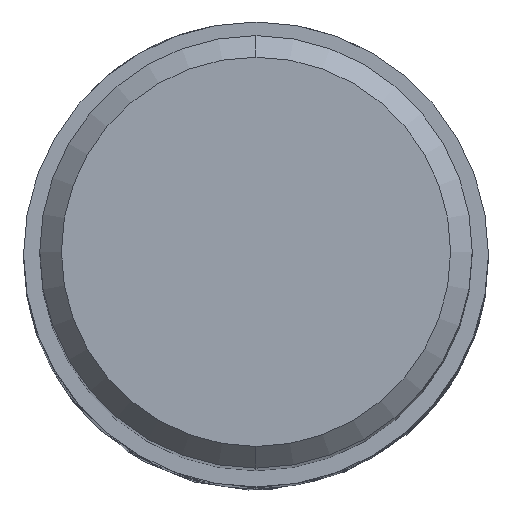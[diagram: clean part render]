
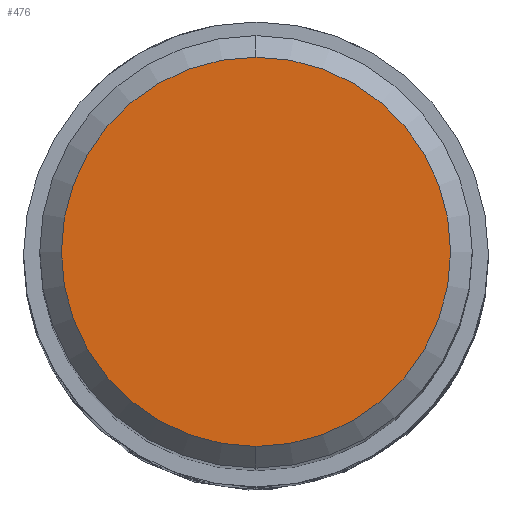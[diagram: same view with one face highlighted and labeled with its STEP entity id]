
A CAD part, top view. The second image highlights one B-rep face of the part: STEP entity #476.
In plain terms, the highlighted planar face has unit normal (0, 0, 1).
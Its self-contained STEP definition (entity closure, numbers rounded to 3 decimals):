
#290=EDGE_CURVE('',#718,#538,#823,.T.);
#476=ADVANCED_FACE('',(#1031),#1032,.T.);
#538=VERTEX_POINT('',#1102);
#680=EDGE_CURVE('',#538,#718,#1254,.T.);
#718=VERTEX_POINT('',#1296);
#823=CIRCLE('',#1398,5.4);
#1031=FACE_OUTER_BOUND('',#2107,.T.);
#1032=PLANE('',#2108);
#1102=CARTESIAN_POINT('',(0.,-5.4,0.0));
#1254=CIRCLE('',#4238,5.4);
#1296=CARTESIAN_POINT('',(0.0,5.4,0.0));
#1398=AXIS2_PLACEMENT_3D('',#5036,#5037,#5038);
#2107=EDGE_LOOP('',(#5316,#5317));
#2108=AXIS2_PLACEMENT_3D('',#5318,#5319,#5320);
#4238=AXIS2_PLACEMENT_3D('',#5536,#5537,#5538);
#5036=CARTESIAN_POINT('',(0.0,0.0,0.0));
#5037=DIRECTION('',(0.0,0.0,-1.0));
#5038=DIRECTION('',(0.0,1.0,0.0));
#5316=ORIENTED_EDGE('',*,*,#290,.F.);
#5317=ORIENTED_EDGE('',*,*,#680,.F.);
#5318=CARTESIAN_POINT('',(0.0,2.7,0.0));
#5319=DIRECTION('',(-0.0,0.0,1.0));
#5320=DIRECTION('',(0.0,-1.0,0.0));
#5536=CARTESIAN_POINT('',(0.0,0.0,0.0));
#5537=DIRECTION('',(0.0,0.0,-1.0));
#5538=DIRECTION('',(0.0,1.0,0.0));
